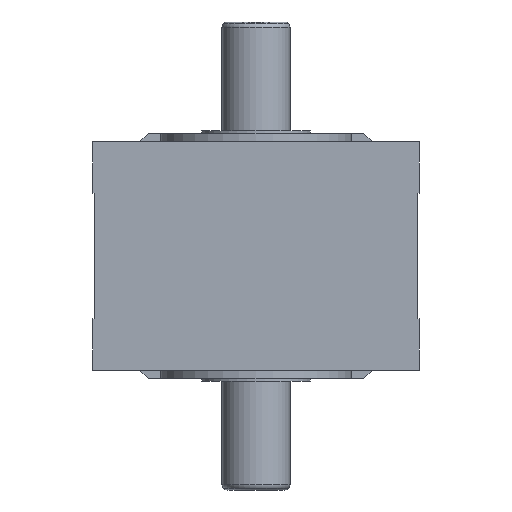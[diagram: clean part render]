
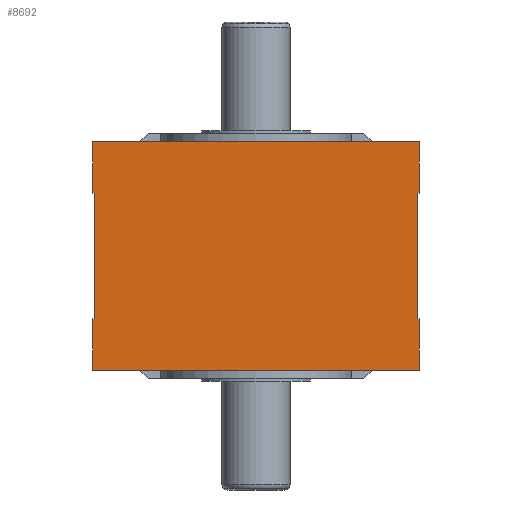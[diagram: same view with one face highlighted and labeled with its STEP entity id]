
A CAD part, front view. The second image highlights one B-rep face of the part: STEP entity #8692.
In plain terms, the highlighted planar face has unit normal (0, -1, 0).
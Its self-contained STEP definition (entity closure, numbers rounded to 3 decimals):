
#156=DIRECTION('',(-1.,0.,0.));
#157=VECTOR('',#156,120.);
#158=CARTESIAN_POINT('',(60.,-82.,-42.));
#159=LINE('',#158,#157);
#1113=DIRECTION('',(0.,0.,1.));
#1114=VECTOR('',#1113,19.);
#1115=CARTESIAN_POINT('',(-60.,-82.,23.));
#1116=LINE('',#1115,#1114);
#1141=DIRECTION('',(0.,0.,1.));
#1142=VECTOR('',#1141,19.);
#1143=CARTESIAN_POINT('',(-60.,-82.,-42.));
#1144=LINE('',#1143,#1142);
#1273=DIRECTION('',(0.,0.,-1.));
#1274=VECTOR('',#1273,19.);
#1275=CARTESIAN_POINT('',(60.,-82.,42.));
#1276=LINE('',#1275,#1274);
#1365=DIRECTION('',(0.,0.,1.));
#1366=VECTOR('',#1365,46.);
#1367=CARTESIAN_POINT('',(59.5,-82.,-23.));
#1368=LINE('',#1367,#1366);
#1369=DIRECTION('',(-1.,0.,0.));
#1370=VECTOR('',#1369,0.5);
#1371=CARTESIAN_POINT('',(60.,-82.,-23.));
#1372=LINE('',#1371,#1370);
#1373=DIRECTION('',(0.,0.,1.));
#1374=VECTOR('',#1373,19.);
#1375=CARTESIAN_POINT('',(60.,-82.,-42.));
#1376=LINE('',#1375,#1374);
#1377=DIRECTION('',(-1.,0.,0.));
#1378=VECTOR('',#1377,0.5);
#1379=CARTESIAN_POINT('',(-59.5,-82.,-23.));
#1380=LINE('',#1379,#1378);
#1381=DIRECTION('',(0.,0.,-1.));
#1382=VECTOR('',#1381,46.);
#1383=CARTESIAN_POINT('',(-59.5,-82.,23.));
#1384=LINE('',#1383,#1382);
#1385=DIRECTION('',(1.,0.,0.));
#1386=VECTOR('',#1385,0.5);
#1387=CARTESIAN_POINT('',(-60.,-82.,23.));
#1388=LINE('',#1387,#1386);
#1389=DIRECTION('',(1.,0.,0.));
#1390=VECTOR('',#1389,0.5);
#1391=CARTESIAN_POINT('',(59.5,-82.,23.));
#1392=LINE('',#1391,#1390);
#1779=DIRECTION('',(1.,0.,0.));
#1780=VECTOR('',#1779,120.);
#1781=CARTESIAN_POINT('',(-60.,-82.,42.));
#1782=LINE('',#1781,#1780);
#6316=CARTESIAN_POINT('',(59.5,-82.,23.));
#6317=CARTESIAN_POINT('',(60.,-82.,23.));
#6318=VERTEX_POINT('',#6316);
#6319=VERTEX_POINT('',#6317);
#6320=CARTESIAN_POINT('',(59.5,-82.,-23.));
#6321=VERTEX_POINT('',#6320);
#6322=CARTESIAN_POINT('',(60.,-82.,-23.));
#6323=VERTEX_POINT('',#6322);
#6332=CARTESIAN_POINT('',(-59.5,-82.,-23.));
#6333=CARTESIAN_POINT('',(-60.,-82.,-23.));
#6334=VERTEX_POINT('',#6332);
#6335=VERTEX_POINT('',#6333);
#6336=CARTESIAN_POINT('',(-59.5,-82.,23.));
#6337=VERTEX_POINT('',#6336);
#6338=CARTESIAN_POINT('',(-60.,-82.,23.));
#6339=VERTEX_POINT('',#6338);
#7034=CARTESIAN_POINT('',(-60.,-82.,-42.));
#7036=VERTEX_POINT('',#7034);
#7038=CARTESIAN_POINT('',(-60.,-82.,42.));
#7040=VERTEX_POINT('',#7038);
#7042=CARTESIAN_POINT('',(60.,-82.,42.));
#7043=VERTEX_POINT('',#7042);
#7052=CARTESIAN_POINT('',(60.,-82.,-42.));
#7053=VERTEX_POINT('',#7052);
#8666=CARTESIAN_POINT('',(60.,-82.,42.));
#8667=DIRECTION('',(0.,1.,0.));
#8668=DIRECTION('',(-1.,0.,0.));
#8669=AXIS2_PLACEMENT_3D('',#8666,#8667,#8668);
#8670=PLANE('',#8669);
#8672=ORIENTED_EDGE('',*,*,#8671,.F.);
#8674=ORIENTED_EDGE('',*,*,#8673,.F.);
#8675=ORIENTED_EDGE('',*,*,#8543,.F.);
#8676=ORIENTED_EDGE('',*,*,#7418,.T.);
#8677=ORIENTED_EDGE('',*,*,#8335,.T.);
#8679=ORIENTED_EDGE('',*,*,#8678,.F.);
#8681=ORIENTED_EDGE('',*,*,#8680,.F.);
#8683=ORIENTED_EDGE('',*,*,#8682,.F.);
#8684=ORIENTED_EDGE('',*,*,#8311,.T.);
#8686=ORIENTED_EDGE('',*,*,#8685,.T.);
#8687=ORIENTED_EDGE('',*,*,#8514,.T.);
#8689=ORIENTED_EDGE('',*,*,#8688,.F.);
#8690=EDGE_LOOP('',(#8672,#8674,#8675,#8676,#8677,#8679,#8681,#8683,#8684,#8686,
#8687,#8689));
#8691=FACE_OUTER_BOUND('',#8690,.F.);
#8692=ADVANCED_FACE('',(#8691),#8670,.F.);
#7418=EDGE_CURVE('',#7053,#7036,#159,.T.);
#8311=EDGE_CURVE('',#6339,#7040,#1116,.T.);
#8335=EDGE_CURVE('',#7036,#6335,#1144,.T.);
#8514=EDGE_CURVE('',#7043,#6319,#1276,.T.);
#8543=EDGE_CURVE('',#7053,#6323,#1376,.T.);
#8671=EDGE_CURVE('',#6321,#6318,#1368,.T.);
#8673=EDGE_CURVE('',#6323,#6321,#1372,.T.);
#8678=EDGE_CURVE('',#6334,#6335,#1380,.T.);
#8680=EDGE_CURVE('',#6337,#6334,#1384,.T.);
#8682=EDGE_CURVE('',#6339,#6337,#1388,.T.);
#8685=EDGE_CURVE('',#7040,#7043,#1782,.T.);
#8688=EDGE_CURVE('',#6318,#6319,#1392,.T.);
